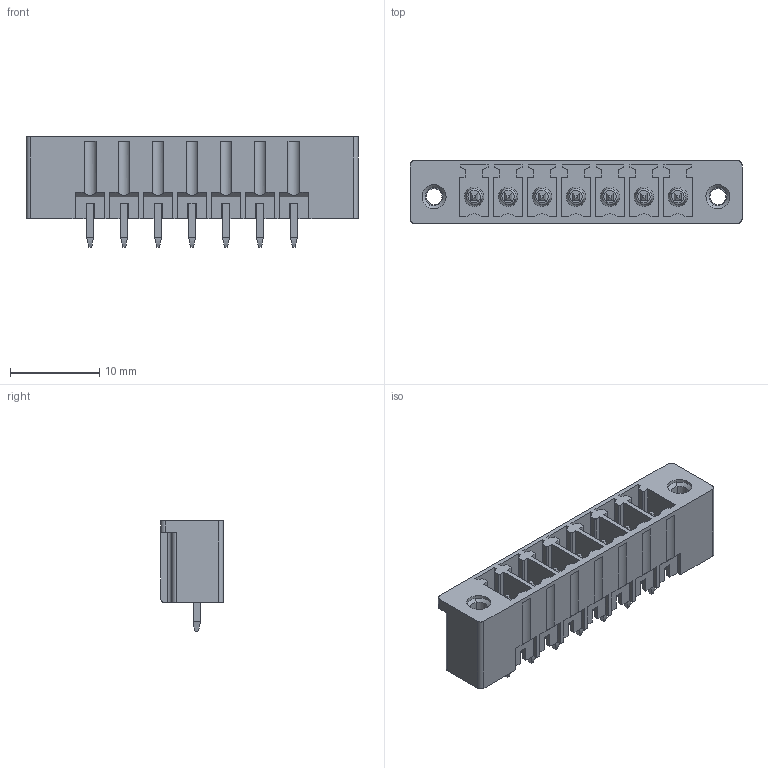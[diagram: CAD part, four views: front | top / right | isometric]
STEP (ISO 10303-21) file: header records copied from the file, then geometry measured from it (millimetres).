
FILE_DESCRIPTION(('CATIA V5 STEP Exchange','CAx-IF Rec.Pracs.--- Model Styling and Organization---1.2---2011-12-15'),'2;1');
FILE_NAME ('D1459844_0', '2018-09-29T06:01:05+00:00', ('none'), ('Weidmueller'), 'CATIA Version 5-6 Release 2014', 'CATIA V5 STEP AP214', 'none');
FILE_SCHEMA(('AUTOMOTIVE_DESIGN { 1 0 10303 214 1 1 1 1 }'));
Length unit declared in the file: millimetre
Products named in the file (1): 1943230000
Bounding box: 37.26 x 7.05 x 12.4 mm (x, y, z)
Volume: 1280.3 mm3; surface area: 3004.8 mm2
Topology: 8 solids, 8 shells, 554 faces, 1573 edges, 1058 vertices
Faces by surface type: plane 389, cylinder 133, cone 18, torus 14
Entity records: 16821 total; most frequent: CARTESIAN_POINT 3310, ORIENTED_EDGE 3146, DIRECTION 2180, EDGE_CURVE 1573, VECTOR 1251, LINE 1251, VERTEX_POINT 1058, AXIS2_PLACEMENT_3D 595
